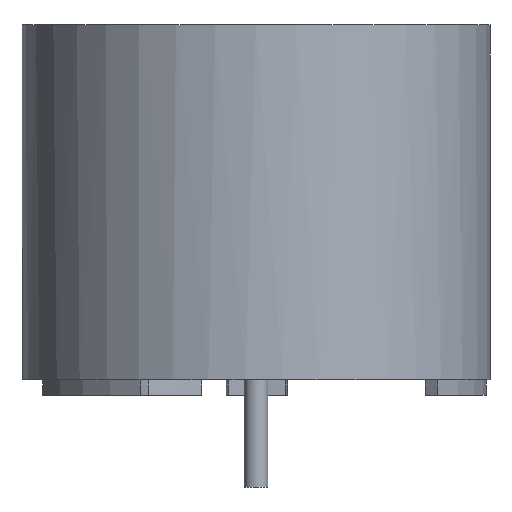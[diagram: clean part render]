
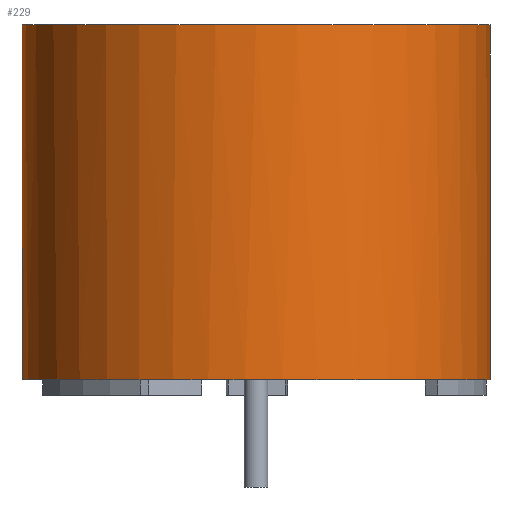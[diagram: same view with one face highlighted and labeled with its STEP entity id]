
A CAD part, front view. The second image highlights one B-rep face of the part: STEP entity #229.
In plain terms, the highlighted cylindrical face has radius 6 mm (diameter 12 mm), a full revolution.
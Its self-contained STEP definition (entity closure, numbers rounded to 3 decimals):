
#229 = ADVANCED_FACE('',(#230),#320,.T.);
#230 = FACE_BOUND('',#231,.F.);
#231 = EDGE_LOOP('',(#232,#242,#251,#260,#269,#278,#287,#296,#305,#312,
    #313));
#232 = ORIENTED_EDGE('',*,*,#233,.F.);
#233 = EDGE_CURVE('',#234,#236,#238,.T.);
#234 = VERTEX_POINT('',#235);
#235 = CARTESIAN_POINT('',(6.,3.79,0.41));
#236 = VERTEX_POINT('',#237);
#237 = CARTESIAN_POINT('',(6.,3.79,9.51));
#238 = LINE('',#239,#240);
#239 = CARTESIAN_POINT('',(6.,3.79,0.01));
#240 = VECTOR('',#241,1.);
#241 = DIRECTION('',(0.,0.,1.));
#242 = ORIENTED_EDGE('',*,*,#243,.T.);
#243 = EDGE_CURVE('',#234,#244,#246,.T.);
#244 = VERTEX_POINT('',#245);
#245 = CARTESIAN_POINT('',(4.736,0.107,0.41));
#246 = CIRCLE('',#247,6.);
#247 = AXIS2_PLACEMENT_3D('',#248,#249,#250);
#248 = CARTESIAN_POINT('',(0.,3.79,0.41));
#249 = DIRECTION('',(0.,0.,-1.));
#250 = DIRECTION('',(1.,0.,0.));
#251 = ORIENTED_EDGE('',*,*,#252,.T.);
#252 = EDGE_CURVE('',#244,#253,#255,.T.);
#253 = VERTEX_POINT('',#254);
#254 = CARTESIAN_POINT('',(-3.,-1.406,0.41));
#255 = CIRCLE('',#256,6.);
#256 = AXIS2_PLACEMENT_3D('',#257,#258,#259);
#257 = CARTESIAN_POINT('',(0.,3.79,0.41));
#258 = DIRECTION('',(0.,0.,-1.));
#259 = DIRECTION('',(1.,0.,0.));
#260 = ORIENTED_EDGE('',*,*,#261,.T.);
#261 = EDGE_CURVE('',#253,#262,#264,.T.);
#262 = VERTEX_POINT('',#263);
#263 = CARTESIAN_POINT('',(-5.558,1.53,0.41));
#264 = CIRCLE('',#265,6.);
#265 = AXIS2_PLACEMENT_3D('',#266,#267,#268);
#266 = CARTESIAN_POINT('',(0.,3.79,0.41));
#267 = DIRECTION('',(0.,0.,-1.));
#268 = DIRECTION('',(1.,0.,0.));
#269 = ORIENTED_EDGE('',*,*,#270,.T.);
#270 = EDGE_CURVE('',#262,#271,#273,.T.);
#271 = VERTEX_POINT('',#272);
#272 = CARTESIAN_POINT('',(-3.,8.986,0.41));
#273 = CIRCLE('',#274,6.);
#274 = AXIS2_PLACEMENT_3D('',#275,#276,#277);
#275 = CARTESIAN_POINT('',(0.,3.79,0.41));
#276 = DIRECTION('',(0.,0.,-1.));
#277 = DIRECTION('',(1.,0.,0.));
#278 = ORIENTED_EDGE('',*,*,#279,.T.);
#279 = EDGE_CURVE('',#271,#280,#282,.T.);
#280 = VERTEX_POINT('',#281);
#281 = CARTESIAN_POINT('',(-1.523,9.594,0.41));
#282 = CIRCLE('',#283,6.);
#283 = AXIS2_PLACEMENT_3D('',#284,#285,#286);
#284 = CARTESIAN_POINT('',(0.,3.79,0.41));
#285 = DIRECTION('',(0.,0.,-1.));
#286 = DIRECTION('',(1.,0.,0.));
#287 = ORIENTED_EDGE('',*,*,#288,.T.);
#288 = EDGE_CURVE('',#280,#289,#291,.T.);
#289 = VERTEX_POINT('',#290);
#290 = CARTESIAN_POINT('',(-0.776,9.74,0.41));
#291 = CIRCLE('',#292,6.);
#292 = AXIS2_PLACEMENT_3D('',#293,#294,#295);
#293 = CARTESIAN_POINT('',(0.,3.79,0.41));
#294 = DIRECTION('',(0.,0.,-1.));
#295 = DIRECTION('',(1.,0.,0.));
#296 = ORIENTED_EDGE('',*,*,#297,.T.);
#297 = EDGE_CURVE('',#289,#298,#300,.T.);
#298 = VERTEX_POINT('',#299);
#299 = CARTESIAN_POINT('',(0.822,9.733,0.41));
#300 = CIRCLE('',#301,6.);
#301 = AXIS2_PLACEMENT_3D('',#302,#303,#304);
#302 = CARTESIAN_POINT('',(0.,3.79,0.41));
#303 = DIRECTION('',(0.,0.,-1.));
#304 = DIRECTION('',(1.,0.,0.));
#305 = ORIENTED_EDGE('',*,*,#306,.T.);
#306 = EDGE_CURVE('',#298,#234,#307,.T.);
#307 = CIRCLE('',#308,6.);
#308 = AXIS2_PLACEMENT_3D('',#309,#310,#311);
#309 = CARTESIAN_POINT('',(0.,3.79,0.41));
#310 = DIRECTION('',(0.,0.,-1.));
#311 = DIRECTION('',(1.,0.,0.));
#312 = ORIENTED_EDGE('',*,*,#233,.T.);
#313 = ORIENTED_EDGE('',*,*,#314,.T.);
#314 = EDGE_CURVE('',#236,#236,#315,.T.);
#315 = CIRCLE('',#316,6.);
#316 = AXIS2_PLACEMENT_3D('',#317,#318,#319);
#317 = CARTESIAN_POINT('',(0.,3.79,9.51));
#318 = DIRECTION('',(0.,0.,1.));
#319 = DIRECTION('',(1.,0.,0.));
#320 = CYLINDRICAL_SURFACE('',#321,6.);
#321 = AXIS2_PLACEMENT_3D('',#322,#323,#324);
#322 = CARTESIAN_POINT('',(0.,3.79,0.01));
#323 = DIRECTION('',(-0.,-0.,-1.));
#324 = DIRECTION('',(1.,0.,0.));
